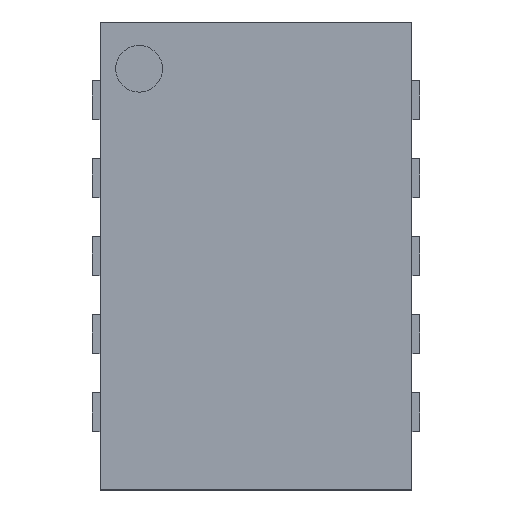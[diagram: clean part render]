
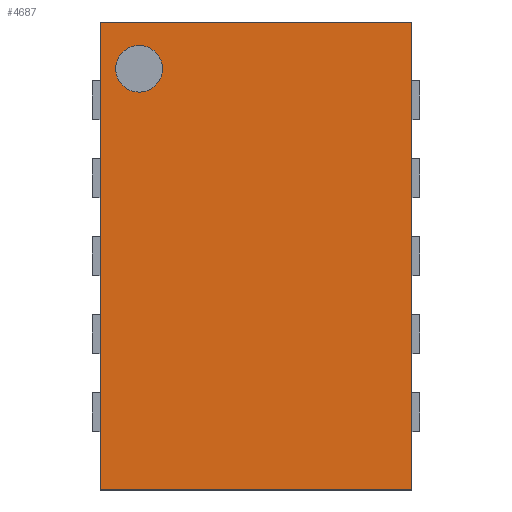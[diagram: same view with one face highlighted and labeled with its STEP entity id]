
A CAD part, top view. The second image highlights one B-rep face of the part: STEP entity #4687.
In plain terms, the highlighted planar face has unit normal (0, 0, 1).
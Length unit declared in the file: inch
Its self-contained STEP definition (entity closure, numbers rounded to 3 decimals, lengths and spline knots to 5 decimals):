
#46 = DIRECTION ( 'NONE',  ( 0., 0., -1. ) ) ;
#87 = DIRECTION ( 'NONE',  ( 1., 0., 0. ) ) ;
#162 = ORIENTED_EDGE ( 'NONE', *, *, #921, .T. ) ;
#257 = DIRECTION ( 'NONE',  ( 1., 0., 0. ) ) ;
#511 = DIRECTION ( 'NONE',  ( 1., 0., 0. ) ) ;
#539 = DIRECTION ( 'NONE',  ( 1., 0., 0. ) ) ;
#586 = CARTESIAN_POINT ( 'NONE',  ( 0.00984, 0.1063, 0.02953 ) ) ;
#616 = EDGE_LOOP ( 'NONE', ( #3440, #162 ) ) ;
#661 = CARTESIAN_POINT ( 'NONE',  ( 0.07874, 0., 0.02953 ) ) ;
#664 = EDGE_CURVE ( 'NONE', #4880, #2920, #4533, .T. ) ;
#673 = LINE ( 'NONE', #2228, #2242 ) ;
#690 = EDGE_CURVE ( 'NONE', #4880, #3252, #673, .T. ) ;
#880 = DIRECTION ( 'NONE',  ( 0., -1., 0. ) ) ;
#921 = EDGE_CURVE ( 'NONE', #3093, #4584, #3709, .T. ) ;
#948 = EDGE_CURVE ( 'NONE', #2920, #3415, #4692, .T. ) ;
#969 = FACE_BOUND ( 'NONE', #616, .T. ) ;
#1029 = DIRECTION ( 'NONE',  ( 0., 0., -1. ) ) ;
#1114 = EDGE_CURVE ( 'NONE', #4584, #3093, #3630, .T. ) ;
#1215 = LINE ( 'NONE', #4338, #3931 ) ;
#1217 = CARTESIAN_POINT ( 'NONE',  ( 0.00984, 0.1063, 0.02953 ) ) ;
#1257 = CARTESIAN_POINT ( 'NONE',  ( 0., 0., 0.02953 ) ) ;
#1414 = ORIENTED_EDGE ( 'NONE', *, *, #664, .F. ) ;
#1506 = VECTOR ( 'NONE', #880, 39.37008 ) ;
#1740 = FACE_OUTER_BOUND ( 'NONE', #1878, .T. ) ;
#1878 = EDGE_LOOP ( 'NONE', ( #4859, #1414, #4598, #3573 ) ) ;
#2228 = CARTESIAN_POINT ( 'NONE',  ( 0., 0., 0.02953 ) ) ;
#2242 = VECTOR ( 'NONE', #4942, 39.37008 ) ;
#2466 = AXIS2_PLACEMENT_3D ( 'NONE', #3712, #2498, #511 ) ;
#2498 = DIRECTION ( 'NONE',  ( 0., 0., 1. ) ) ;
#2741 = CARTESIAN_POINT ( 'NONE',  ( 0.00394, 0.1063, 0.02953 ) ) ;
#2752 = CARTESIAN_POINT ( 'NONE',  ( 0.07874, 0., 0.02953 ) ) ;
#2920 = VERTEX_POINT ( 'NONE', #3912 ) ;
#3055 = AXIS2_PLACEMENT_3D ( 'NONE', #1217, #46, #3970 ) ;
#3093 = VERTEX_POINT ( 'NONE', #2741 ) ;
#3178 = CARTESIAN_POINT ( 'NONE',  ( 0.01575, 0.1063, 0.02953 ) ) ;
#3249 = EDGE_CURVE ( 'NONE', #3252, #3415, #1215, .T. ) ;
#3252 = VERTEX_POINT ( 'NONE', #1257 ) ;
#3415 = VERTEX_POINT ( 'NONE', #661 ) ;
#3440 = ORIENTED_EDGE ( 'NONE', *, *, #1114, .T. ) ;
#3543 = AXIS2_PLACEMENT_3D ( 'NONE', #586, #1029, #539 ) ;
#3573 = ORIENTED_EDGE ( 'NONE', *, *, #3249, .T. ) ;
#3607 = PLANE ( 'NONE',  #2466 ) ;
#3630 = CIRCLE ( 'NONE', #3543, 0.00591 ) ;
#3709 = CIRCLE ( 'NONE', #3055, 0.00591 ) ;
#3712 = CARTESIAN_POINT ( 'NONE',  ( 0., 0., 0.02953 ) ) ;
#3746 = CARTESIAN_POINT ( 'NONE',  ( 0., 0.11811, 0.02953 ) ) ;
#3912 = CARTESIAN_POINT ( 'NONE',  ( 0.07874, 0.11811, 0.02953 ) ) ;
#3931 = VECTOR ( 'NONE', #87, 39.37008 ) ;
#3970 = DIRECTION ( 'NONE',  ( 1., 0., 0. ) ) ;
#4077 = CARTESIAN_POINT ( 'NONE',  ( 0., 0.11811, 0.02953 ) ) ;
#4215 = VECTOR ( 'NONE', #257, 39.37008 ) ;
#4338 = CARTESIAN_POINT ( 'NONE',  ( 0., 0., 0.02953 ) ) ;
#4533 = LINE ( 'NONE', #3746, #4215 ) ;
#4584 = VERTEX_POINT ( 'NONE', #3178 ) ;
#4598 = ORIENTED_EDGE ( 'NONE', *, *, #690, .T. ) ;
#4687 = ADVANCED_FACE ( 'NONE', ( #969, #1740 ), #3607, .T. ) ;
#4692 = LINE ( 'NONE', #2752, #1506 ) ;
#4859 = ORIENTED_EDGE ( 'NONE', *, *, #948, .F. ) ;
#4880 = VERTEX_POINT ( 'NONE', #4077 ) ;
#4942 = DIRECTION ( 'NONE',  ( 0., -1., 0. ) ) ;
